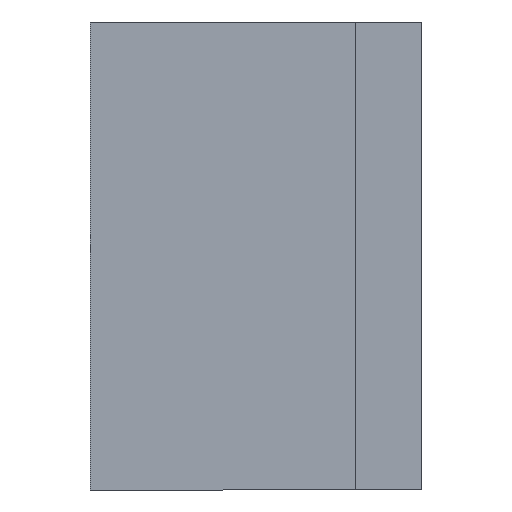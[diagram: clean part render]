
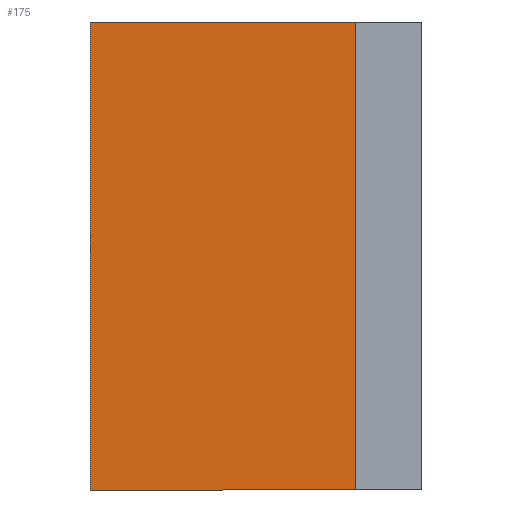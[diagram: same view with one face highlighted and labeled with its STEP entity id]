
A CAD part, left-side view. The second image highlights one B-rep face of the part: STEP entity #175.
In plain terms, the highlighted planar face has unit normal (-1, 0, 0).
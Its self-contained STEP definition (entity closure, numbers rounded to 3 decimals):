
#7 = VECTOR ( 'NONE', #298, 1000. ) ;
#32 = ORIENTED_EDGE ( 'NONE', *, *, #318, .F. ) ;
#55 = EDGE_CURVE ( 'NONE', #438, #393, #524, .T. ) ;
#72 = DIRECTION ( 'NONE',  ( 1., 0., 0. ) ) ;
#103 = FACE_OUTER_BOUND ( 'NONE', #366, .T. ) ;
#109 = DIRECTION ( 'NONE',  ( 0., -1., 0. ) ) ;
#138 = VERTEX_POINT ( 'NONE', #444 ) ;
#161 = DIRECTION ( 'NONE',  ( 0., 0., -1. ) ) ;
#164 = CARTESIAN_POINT ( 'NONE',  ( -11.3, 8., 7.05 ) ) ;
#175 = ADVANCED_FACE ( 'NONE', ( #103 ), #450, .F. ) ;
#199 = EDGE_CURVE ( 'NONE', #460, #138, #360, .T. ) ;
#209 = CARTESIAN_POINT ( 'NONE',  ( -11.3, 8., 7.05 ) ) ;
#214 = LINE ( 'NONE', #417, #544 ) ;
#223 = CARTESIAN_POINT ( 'NONE',  ( -11.3, 8., -7.05 ) ) ;
#298 = DIRECTION ( 'NONE',  ( 0., 0., 1. ) ) ;
#318 = EDGE_CURVE ( 'NONE', #438, #460, #452, .T. ) ;
#322 = DIRECTION ( 'NONE',  ( 0., 0., 1. ) ) ;
#326 = ORIENTED_EDGE ( 'NONE', *, *, #199, .F. ) ;
#341 = CARTESIAN_POINT ( 'NONE',  ( -11.3, 8., -7.05 ) ) ;
#351 = DIRECTION ( 'NONE',  ( 0., -1., 0. ) ) ;
#354 = ORIENTED_EDGE ( 'NONE', *, *, #528, .T. ) ;
#360 = LINE ( 'NONE', #164, #419 ) ;
#366 = EDGE_LOOP ( 'NONE', ( #354, #326, #32, #623 ) ) ;
#388 = AXIS2_PLACEMENT_3D ( 'NONE', #599, #72, #161 ) ;
#393 = VERTEX_POINT ( 'NONE', #591 ) ;
#417 = CARTESIAN_POINT ( 'NONE',  ( -11.3, 0., 7.05 ) ) ;
#419 = VECTOR ( 'NONE', #109, 1000. ) ;
#438 = VERTEX_POINT ( 'NONE', #223 ) ;
#444 = CARTESIAN_POINT ( 'NONE',  ( -11.3, 0., 7.05 ) ) ;
#450 = PLANE ( 'NONE',  #388 ) ;
#451 = CARTESIAN_POINT ( 'NONE',  ( -11.3, 8., 7.05 ) ) ;
#452 = LINE ( 'NONE', #451, #7 ) ;
#456 = VECTOR ( 'NONE', #351, 1000. ) ;
#460 = VERTEX_POINT ( 'NONE', #209 ) ;
#524 = LINE ( 'NONE', #341, #456 ) ;
#528 = EDGE_CURVE ( 'NONE', #393, #138, #214, .T. ) ;
#544 = VECTOR ( 'NONE', #322, 1000. ) ;
#591 = CARTESIAN_POINT ( 'NONE',  ( -11.3, 0., -7.05 ) ) ;
#599 = CARTESIAN_POINT ( 'NONE',  ( -11.3, 8., 7.05 ) ) ;
#623 = ORIENTED_EDGE ( 'NONE', *, *, #55, .T. ) ;
